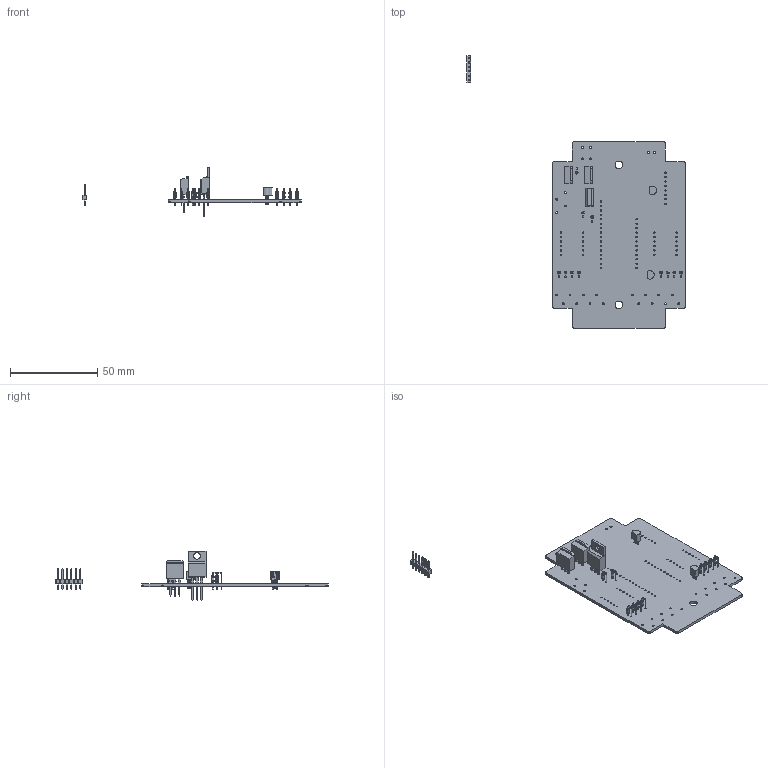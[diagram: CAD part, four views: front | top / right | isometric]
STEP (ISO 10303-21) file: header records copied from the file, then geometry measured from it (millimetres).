
FILE_DESCRIPTION(('KiCad electronic assembly'),'2;1');
FILE_NAME('Untitled.step','2023-06-09T11:19:56',('Pcbnew'),('Kicad'), 'Open CASCADE STEP processor 7.6','KiCad to STEP converter','Unknown' );
FILE_SCHEMA(('AUTOMOTIVE_DESIGN { 1 0 10303 214 1 1 1 1 }'));
Length unit declared in the file: millimetre
Products named in the file (12): Untitled 1; R_Axial_DIN0204_L3.6mm_D1.6mm_P2.54mm_Vertical; SOLID; PinHeader_1x06_P2.54mm_Vertical; TO-92_Inline; TO-220-3_Vertical; TO-262-3_Vertical; Untitled PCB
Assembly tree (23 placements, depth 3):
  Untitled 1
    R_Axial_DIN0204_L3.6mm_D1.6mm_P2.54mm_Vertical  x11
      SOLID
    PinHeader_1x06_P2.54mm_Vertical
      SOLID
    TO-92_Inline  x2
      SOLID
    TO-220-3_Vertical
      SOLID
    TO-262-3_Vertical  x2
      SOLID
    Untitled PCB
Bounding box: 125.17 x 155.66 x 28.52 mm (x, y, z)
Volume: 13583.2 mm3; surface area: 18718.2 mm2
Topology: 18 solids, 18 shells, 766 faces, 1890 edges, 1222 vertices
Faces by surface type: plane 517, cylinder 205, torus 44
Full cylindrical faces by diameter (mm): 0.5 x44, 0.7 x22, 0.75 x6, 0.762 x32, 0.8 x28, 1 x4, 1.016 x20, 1.1 x9, 1.194 x2, 1.44 x11, 1.6 x22, 3.735 x1, 4.3 x2
Entity records: 37590 total; most frequent: CARTESIAN_POINT 7153, DIRECTION 5230, LINE 3611, VECTOR 3611, ORIENTED_EDGE 2766, PCURVE 2766, DEFINITIONAL_REPRESENTATION 2766, EDGE_CURVE 1383
